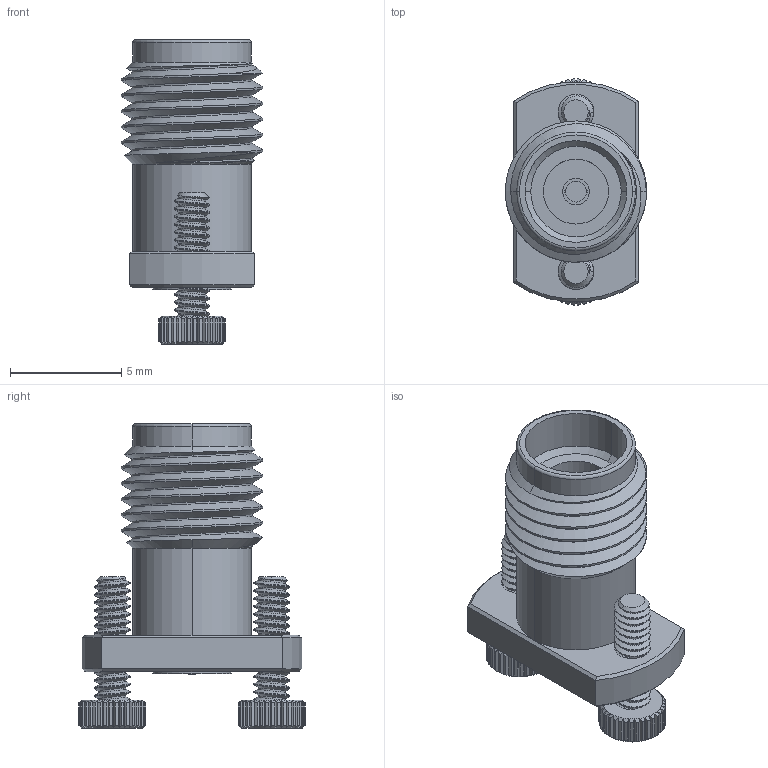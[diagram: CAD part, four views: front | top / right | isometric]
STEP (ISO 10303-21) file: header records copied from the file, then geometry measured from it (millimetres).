
FILE_DESCRIPTION (( 'STEP AP203' ), '1' );
FILE_NAME ('PE45450.step', '2018-11-14T23:50:31', ( '' ), ( '' ), 'SwSTEP 2.0', 'SolidWorks 2017', '' );
FILE_SCHEMA (( 'CONFIG_CONTROL_DESIGN' ));
Length unit declared in the file: inch
Products named in the file (1): PE45450
Bounding box: 6.35 x 10.16 x 13.69 mm (x, y, z)
Volume: 296.9 mm3; surface area: 601.1 mm2
Topology: 3 solids, 3 shells, 551 faces, 1288 edges, 760 vertices
Faces by surface type: cylinder 190, plane 189, cone 161, bspline 9, torus 2
Entity records: 20732 total; most frequent: CARTESIAN_POINT 8989, ORIENTED_EDGE 2576, DIRECTION 2304, EDGE_CURVE 1288, AXIS2_PLACEMENT_3D 949, VERTEX_POINT 760, EDGE_LOOP 572, FACE_OUTER_BOUND 551
